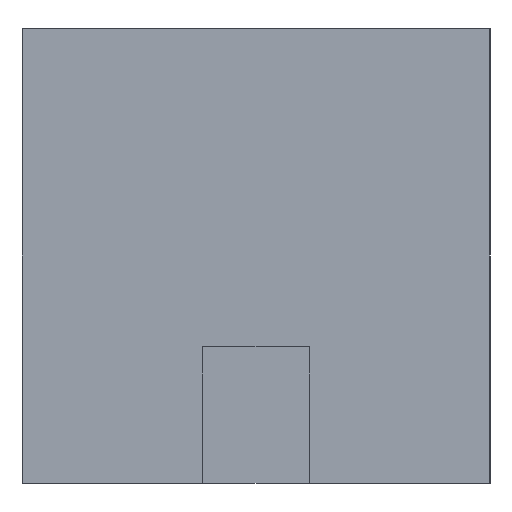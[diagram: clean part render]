
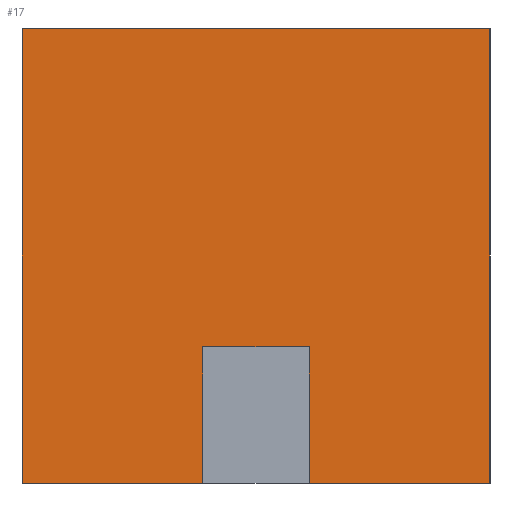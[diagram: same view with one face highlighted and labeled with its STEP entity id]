
A CAD part, left-side view. The second image highlights one B-rep face of the part: STEP entity #17.
In plain terms, the highlighted planar face has unit normal (-1, 0, 0).
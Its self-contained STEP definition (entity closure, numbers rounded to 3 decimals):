
#13=DIRECTION('',(0.,0.,1.));
#17=ADVANCED_FACE('',(#18),#65,.F.);
#18=FACE_BOUND('',#19,.F.);
#19=EDGE_LOOP('',(#20,#29,#35,#40,#45,#53,#58,#62));
#20=ORIENTED_EDGE('',*,*,#21,.F.);
#21=EDGE_CURVE('',#22,#24,#26,.T.);
#22=VERTEX_POINT('',#23);
#23=CARTESIAN_POINT('',(-5.,-3.5,6.8));
#24=VERTEX_POINT('',#25);
#25=CARTESIAN_POINT('',(-5.,3.5,6.8));
#26=LINE('',#23,#27);
#27=VECTOR('',#28,1.);
#28=DIRECTION('',(0.,1.,0.));
#29=ORIENTED_EDGE('',*,*,#30,.F.);
#30=EDGE_CURVE('',#31,#22,#33,.T.);
#31=VERTEX_POINT('',#32);
#32=CARTESIAN_POINT('',(-5.,-3.5,0.));
#33=LINE('',#32,#34);
#34=VECTOR('',#13,1.);
#35=ORIENTED_EDGE('',*,*,#36,.T.);
#36=EDGE_CURVE('',#31,#37,#39,.T.);
#37=VERTEX_POINT('',#38);
#38=CARTESIAN_POINT('',(-5.,-0.8,0.));
#39=LINE('',#32,#27);
#40=ORIENTED_EDGE('',*,*,#41,.T.);
#41=EDGE_CURVE('',#37,#42,#44,.T.);
#42=VERTEX_POINT('',#43);
#43=CARTESIAN_POINT('',(-5.,-0.8,2.04));
#44=LINE('',#38,#34);
#45=ORIENTED_EDGE('',*,*,#46,.F.);
#46=EDGE_CURVE('',#47,#42,#49,.T.);
#47=VERTEX_POINT('',#48);
#48=CARTESIAN_POINT('',(-5.,0.8,2.04));
#49=LINE('',#50,#51);
#50=CARTESIAN_POINT('',(-5.,-2.15,2.04));
#51=VECTOR('',#52,1.);
#52=DIRECTION('',(0.,-1.,0.));
#53=ORIENTED_EDGE('',*,*,#54,.F.);
#54=EDGE_CURVE('',#55,#47,#57,.T.);
#55=VERTEX_POINT('',#56);
#56=CARTESIAN_POINT('',(-5.,0.8,0.));
#57=LINE('',#56,#34);
#58=ORIENTED_EDGE('',*,*,#59,.T.);
#59=EDGE_CURVE('',#55,#60,#39,.T.);
#60=VERTEX_POINT('',#61);
#61=CARTESIAN_POINT('',(-5.,3.5,0.));
#62=ORIENTED_EDGE('',*,*,#63,.T.);
#63=EDGE_CURVE('',#60,#24,#64,.T.);
#64=LINE('',#61,#34);
#65=PLANE('',#66);
#66=AXIS2_PLACEMENT_3D('',#32,#67,#13);
#67=DIRECTION('',(1.,0.,0.));
